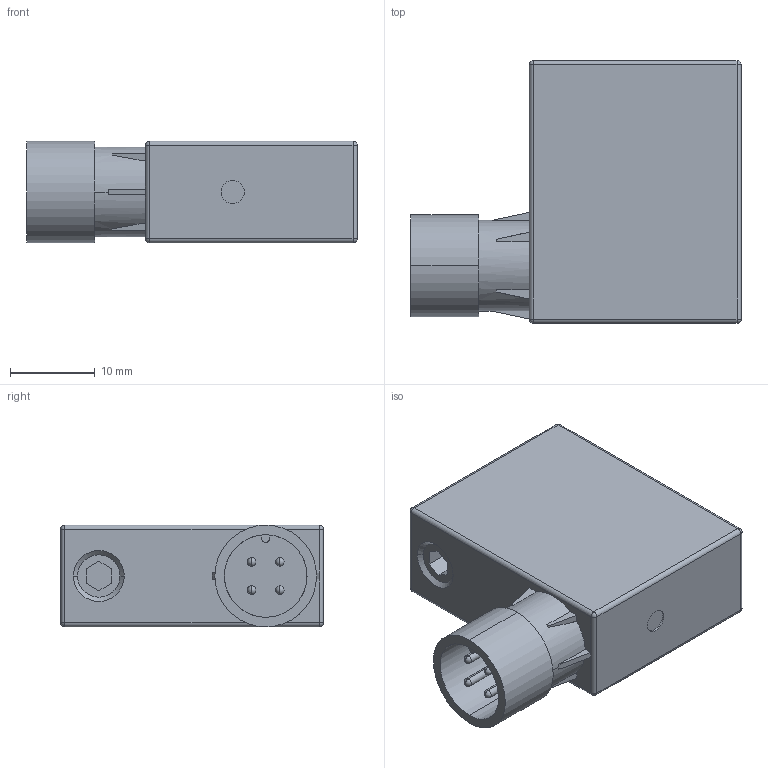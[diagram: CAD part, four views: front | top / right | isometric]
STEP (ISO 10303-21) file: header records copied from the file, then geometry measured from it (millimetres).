
FILE_DESCRIPTION((''),'2;1');
FILE_NAME('DM_CAD-1713A','2016-11-25T',('creinig-se'),(''),'PRO/ENGINEER BY PARAMETRIC TECHNOLOGY CORPORATION, 2015440','PRO/ENGINEER BY PARAMETRIC TECHNOLOGY CORPORATION, 2015440','');
FILE_SCHEMA(('CONFIG_CONTROL_DESIGN'));
Length unit declared in the file: millimetre
Products named in the file (1): DM_CAD-1713A
Bounding box: 39 x 31 x 12 mm (x, y, z)
Volume: 8832.6 mm3; surface area: 4347 mm2
Topology: 1 solids, 1 shells, 102 faces, 323 edges, 256 vertices
Faces by surface type: plane 50, cylinder 32, sphere 16, cone 4
Entity records: 4863 total; most frequent: DIRECTION 611, CARTESIAN_POINT 589, ORIENTED_EDGE 474, PRESENTATION_STYLE_ASSIGNMENT 363, STYLED_ITEM 328, CURVE_STYLE 321, EDGE_CURVE 237, AXIS2_PLACEMENT_3D 205
